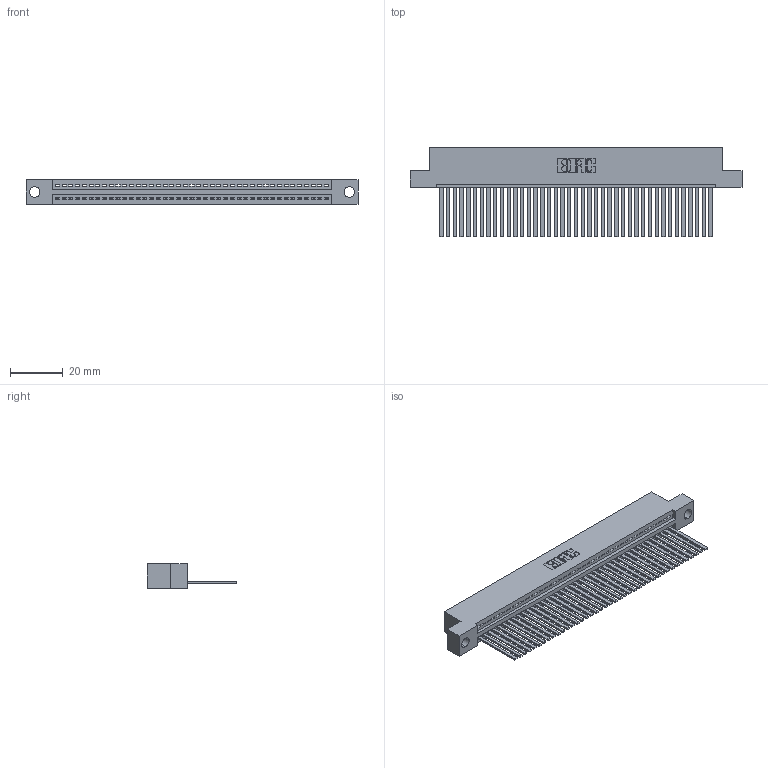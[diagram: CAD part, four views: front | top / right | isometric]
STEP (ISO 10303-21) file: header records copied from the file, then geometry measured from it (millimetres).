
FILE_DESCRIPTION (( 'STEP AP203' ), '1' );
FILE_NAME ('345-041-544-104.STEP', '2021-05-26T15:00:48', ( '' ), ( '' ), 'SwSTEP 2.0', 'SolidWorks 2020', '' );
FILE_SCHEMA (( 'CONFIG_CONTROL_DESIGN' ));
Length unit declared in the file: inch
Products named in the file (3): 345-292-001_345-293-144; 345 Part_Flush Mounting Lugs - 0.156 Dia-TI; 345-041-544-104
Assembly tree (42 placements, depth 2):
  345-041-544-104
    345 Part_Flush Mounting Lugs - 0.156 Dia-TI
    345-292-001_345-293-144  x41
Bounding box: 125.35 x 33.96 x 9.4 mm (x, y, z)
Volume: 12266.5 mm3; surface area: 17555.4 mm2
Topology: 42 solids, 42 shells, 2272 faces, 6855 edges, 4514 vertices
Faces by surface type: plane 1570, cylinder 702
Entity records: 31227 total; most frequent: CARTESIAN_POINT 5417, ORIENTED_EDGE 5390, DIRECTION 4729, EDGE_CURVE 2695, LINE 2403, VECTOR 2403, VERTEX_POINT 1794, AXIS2_PLACEMENT_3D 1163
